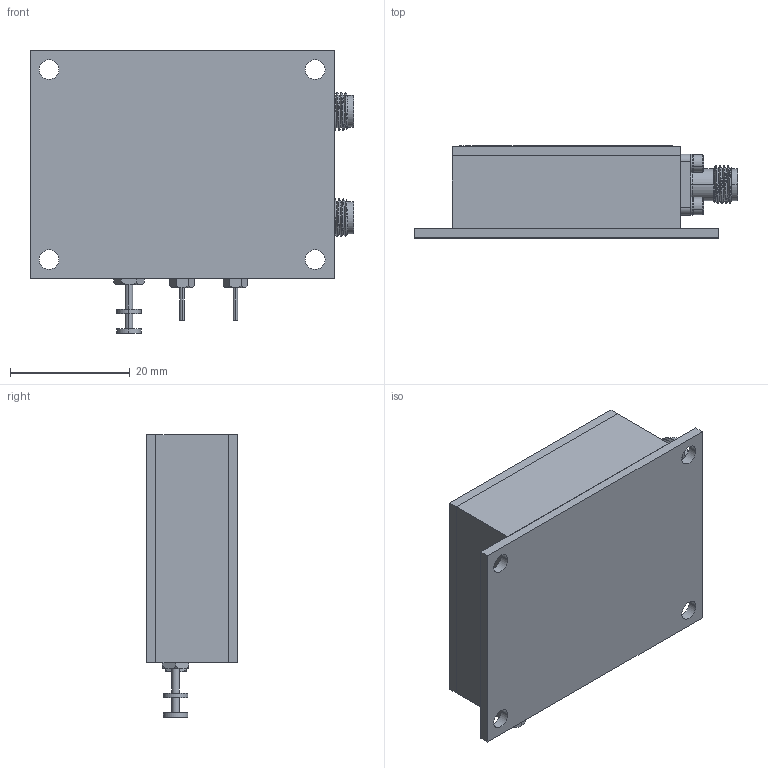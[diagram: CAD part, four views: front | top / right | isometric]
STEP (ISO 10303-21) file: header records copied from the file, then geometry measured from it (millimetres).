
FILE_DESCRIPTION (( 'STEP AP214' ), '1' );
FILE_NAME ('PE19XP5003.STEP', '2017-09-05T22:17:15', ( '' ), ( '' ), 'SwSTEP 2.0', 'SolidWorks 2014', '' );
FILE_SCHEMA (( 'AUTOMOTIVE_DESIGN' ));
Length unit declared in the file: inch
Products named in the file (1): PE19XP5003
Bounding box: 54.1 x 15.37 x 47.24 mm (x, y, z)
Volume: 23731.9 mm3; surface area: 16312.9 mm2
Topology: 25 solids, 25 shells, 2143 faces, 5625 edges, 3682 vertices
Faces by surface type: plane 976, cylinder 571, bspline 382, cone 210, torus 4
Entity records: 112851 total; most frequent: CARTESIAN_POINT 47953, ORIENTED_EDGE 11218, DIRECTION 8111, EDGE_CURVE 5609, VERTEX_POINT 3682, VECTOR 3179, LINE 3179, AXIS2_PLACEMENT_3D 2466
